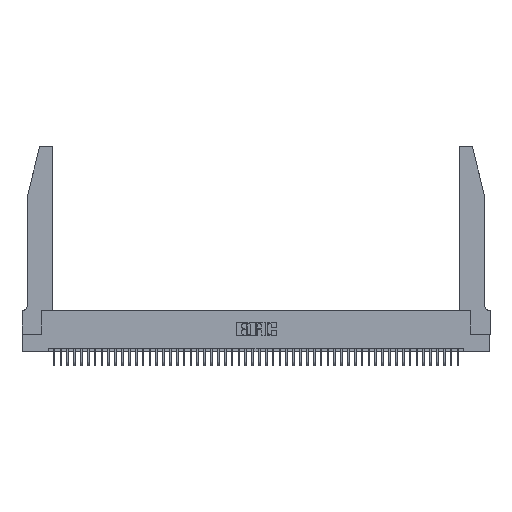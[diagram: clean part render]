
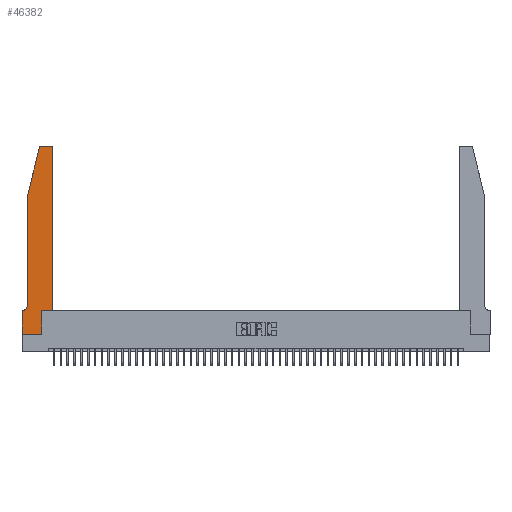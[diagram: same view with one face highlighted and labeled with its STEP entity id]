
A CAD part, top view. The second image highlights one B-rep face of the part: STEP entity #46382.
In plain terms, the highlighted planar face has unit normal (0, 0, 1).
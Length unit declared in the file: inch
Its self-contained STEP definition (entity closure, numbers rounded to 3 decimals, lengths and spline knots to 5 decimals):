
#594 = ORIENTED_EDGE ( 'NONE', *, *, #32278, .T. ) ;
#611 = FACE_OUTER_BOUND ( 'NONE', #39810, .T. ) ;
#1843 = VERTEX_POINT ( 'NONE', #42161 ) ;
#1857 = LINE ( 'NONE', #17072, #27773 ) ;
#2078 = VECTOR ( 'NONE', #43211, 39.37008 ) ;
#2821 = CARTESIAN_POINT ( 'NONE',  ( 0.4505, 0.35, 0.37 ) ) ;
#2941 = DIRECTION ( 'NONE',  ( 0., 0., -1. ) ) ;
#3174 = CARTESIAN_POINT ( 'NONE',  ( 0.0755, 0.35, 0.37 ) ) ;
#3670 = DIRECTION ( 'NONE',  ( 0., -1., 0. ) ) ;
#3832 = CARTESIAN_POINT ( 'NONE',  ( 0., 0.35, 0.37 ) ) ;
#4347 = CARTESIAN_POINT ( 'NONE',  ( 0.0755, 2., 0.37 ) ) ;
#4725 = VERTEX_POINT ( 'NONE', #30717 ) ;
#5105 = DIRECTION ( 'NONE',  ( 0., 1., 0. ) ) ;
#5455 = EDGE_CURVE ( 'NONE', #21085, #50926, #34146, .T. ) ;
#5611 = VECTOR ( 'NONE', #30429, 39.37008 ) ;
#6018 = CARTESIAN_POINT ( 'NONE',  ( 0., 0.35, 0.37 ) ) ;
#6230 = CARTESIAN_POINT ( 'NONE',  ( 0.2865, 0.35, 0.37 ) ) ;
#6655 = LINE ( 'NONE', #27395, #35033 ) ;
#6782 = EDGE_CURVE ( 'NONE', #1843, #28193, #20438, .T. ) ;
#6877 = EDGE_CURVE ( 'NONE', #50926, #49942, #10523, .T. ) ;
#7807 = DIRECTION ( 'NONE',  ( 1., 0., 0. ) ) ;
#8103 = VECTOR ( 'NONE', #5105, 39.37008 ) ;
#9026 = DIRECTION ( 'NONE',  ( 1., 0., 0. ) ) ;
#9316 = AXIS2_PLACEMENT_3D ( 'NONE', #3832, #27656, #7807 ) ;
#9364 = EDGE_CURVE ( 'NONE', #32302, #36420, #49259, .T. ) ;
#10342 = CARTESIAN_POINT ( 'NONE',  ( 0.4505, 2.72, 0.37 ) ) ;
#10523 = LINE ( 'NONE', #27333, #30266 ) ;
#10759 = CIRCLE ( 'NONE', #35300, 0.03 ) ;
#11793 = CIRCLE ( 'NONE', #20281, 0.07 ) ;
#13437 = DIRECTION ( 'NONE',  ( 0., -1., 0. ) ) ;
#13661 = EDGE_CURVE ( 'NONE', #49942, #4725, #46772, .T. ) ;
#17062 = ORIENTED_EDGE ( 'NONE', *, *, #6877, .T. ) ;
#17072 = CARTESIAN_POINT ( 'NONE',  ( 0.0755, 2., 0.37 ) ) ;
#17816 = ORIENTED_EDGE ( 'NONE', *, *, #5455, .T. ) ;
#18670 = CARTESIAN_POINT ( 'NONE',  ( 0.0755, 0.42, 0.37 ) ) ;
#20111 = EDGE_CURVE ( 'NONE', #36420, #33150, #28614, .T. ) ;
#20264 = VERTEX_POINT ( 'NONE', #18670 ) ;
#20281 = AXIS2_PLACEMENT_3D ( 'NONE', #47119, #2941, #30535 ) ;
#20438 = LINE ( 'NONE', #2821, #5611 ) ;
#20525 = CARTESIAN_POINT ( 'NONE',  ( 0.25487, 2.72718, 0.37 ) ) ;
#20816 = CARTESIAN_POINT ( 'NONE',  ( 0.2865, 0.35, 0.37 ) ) ;
#21063 = CARTESIAN_POINT ( 'NONE',  ( 0.4205, 2.72, 0.37 ) ) ;
#21085 = VERTEX_POINT ( 'NONE', #31163 ) ;
#21795 = EDGE_CURVE ( 'NONE', #4725, #38479, #39577, .T. ) ;
#23494 = VERTEX_POINT ( 'NONE', #46720 ) ;
#25579 = EDGE_CURVE ( 'NONE', #33150, #20264, #1857, .T. ) ;
#26194 = VECTOR ( 'NONE', #34648, 39.37008 ) ;
#26387 = ORIENTED_EDGE ( 'NONE', *, *, #43066, .T. ) ;
#26558 = CARTESIAN_POINT ( 'NONE',  ( 0.284, 2.75, 0.37 ) ) ;
#27333 = CARTESIAN_POINT ( 'NONE',  ( 0., 0., 0.37 ) ) ;
#27395 = CARTESIAN_POINT ( 'NONE',  ( 0.2605, 2.75, 0.37 ) ) ;
#27490 = PLANE ( 'NONE',  #9316 ) ;
#27656 = DIRECTION ( 'NONE',  ( 0., 0., 1. ) ) ;
#27720 = DIRECTION ( 'NONE',  ( 0., 0., 1. ) ) ;
#27773 = VECTOR ( 'NONE', #13437, 39.37008 ) ;
#28193 = VERTEX_POINT ( 'NONE', #10342 ) ;
#28614 = LINE ( 'NONE', #45266, #40329 ) ;
#29657 = ORIENTED_EDGE ( 'NONE', *, *, #25579, .T. ) ;
#30266 = VECTOR ( 'NONE', #3670, 39.37008 ) ;
#30390 = EDGE_CURVE ( 'NONE', #23494, #32302, #6655, .T. ) ;
#30429 = DIRECTION ( 'NONE',  ( 0., 1., 0. ) ) ;
#30472 = ORIENTED_EDGE ( 'NONE', *, *, #13661, .T. ) ;
#30535 = DIRECTION ( 'NONE',  ( -1., 0., 0. ) ) ;
#30717 = CARTESIAN_POINT ( 'NONE',  ( 0.2865, 0., 0.37 ) ) ;
#31163 = CARTESIAN_POINT ( 'NONE',  ( 0.0055, 0.35, 0.37 ) ) ;
#32278 = EDGE_CURVE ( 'NONE', #38479, #1843, #32356, .T. ) ;
#32302 = VERTEX_POINT ( 'NONE', #26558 ) ;
#32356 = LINE ( 'NONE', #46227, #26194 ) ;
#33150 = VERTEX_POINT ( 'NONE', #4347 ) ;
#34146 = LINE ( 'NONE', #3174, #2078 ) ;
#34648 = DIRECTION ( 'NONE',  ( 1., 0., 0. ) ) ;
#35033 = VECTOR ( 'NONE', #40672, 39.37008 ) ;
#35300 = AXIS2_PLACEMENT_3D ( 'NONE', #21063, #48666, #9026 ) ;
#35853 = ORIENTED_EDGE ( 'NONE', *, *, #6782, .T. ) ;
#36420 = VERTEX_POINT ( 'NONE', #20525 ) ;
#36433 = ORIENTED_EDGE ( 'NONE', *, *, #9364, .T. ) ;
#38479 = VERTEX_POINT ( 'NONE', #6230 ) ;
#39577 = LINE ( 'NONE', #20816, #8103 ) ;
#39810 = EDGE_LOOP ( 'NONE', ( #49413, #36433, #47504, #29657, #47974, #17816, #17062, #30472, #40424, #594, #35853, #26387 ) ) ;
#40329 = VECTOR ( 'NONE', #45778, 39.37008 ) ;
#40424 = ORIENTED_EDGE ( 'NONE', *, *, #21795, .T. ) ;
#40553 = VECTOR ( 'NONE', #42825, 39.37008 ) ;
#40672 = DIRECTION ( 'NONE',  ( -1., 0., 0. ) ) ;
#42161 = CARTESIAN_POINT ( 'NONE',  ( 0.4505, 0.35, 0.37 ) ) ;
#42825 = DIRECTION ( 'NONE',  ( 1., 0., 0. ) ) ;
#42907 = CARTESIAN_POINT ( 'NONE',  ( 0.284, 2.72, 0.37 ) ) ;
#43066 = EDGE_CURVE ( 'NONE', #28193, #23494, #10759, .T. ) ;
#43211 = DIRECTION ( 'NONE',  ( -1., 0., 0. ) ) ;
#43258 = DIRECTION ( 'NONE',  ( 1., 0., 0. ) ) ;
#43716 = CARTESIAN_POINT ( 'NONE',  ( 0., 0., 0.37 ) ) ;
#45266 = CARTESIAN_POINT ( 'NONE',  ( 0.0755, 2., 0.37 ) ) ;
#45778 = DIRECTION ( 'NONE',  ( -0.239, -0.971, 0. ) ) ;
#46227 = CARTESIAN_POINT ( 'NONE',  ( 0.4505, 0.35, 0.37 ) ) ;
#46382 = ADVANCED_FACE ( 'NONE', ( #611 ), #27490, .T. ) ;
#46720 = CARTESIAN_POINT ( 'NONE',  ( 0.4205, 2.75, 0.37 ) ) ;
#46772 = LINE ( 'NONE', #50440, #40553 ) ;
#47119 = CARTESIAN_POINT ( 'NONE',  ( 0.0055, 0.42, 0.37 ) ) ;
#47504 = ORIENTED_EDGE ( 'NONE', *, *, #20111, .T. ) ;
#47974 = ORIENTED_EDGE ( 'NONE', *, *, #48765, .T. ) ;
#48666 = DIRECTION ( 'NONE',  ( 0., 0., 1. ) ) ;
#48765 = EDGE_CURVE ( 'NONE', #20264, #21085, #11793, .T. ) ;
#49259 = CIRCLE ( 'NONE', #50485, 0.03 ) ;
#49413 = ORIENTED_EDGE ( 'NONE', *, *, #30390, .T. ) ;
#49942 = VERTEX_POINT ( 'NONE', #43716 ) ;
#50440 = CARTESIAN_POINT ( 'NONE',  ( 0., 0., 0.37 ) ) ;
#50485 = AXIS2_PLACEMENT_3D ( 'NONE', #42907, #27720, #43258 ) ;
#50926 = VERTEX_POINT ( 'NONE', #6018 ) ;
